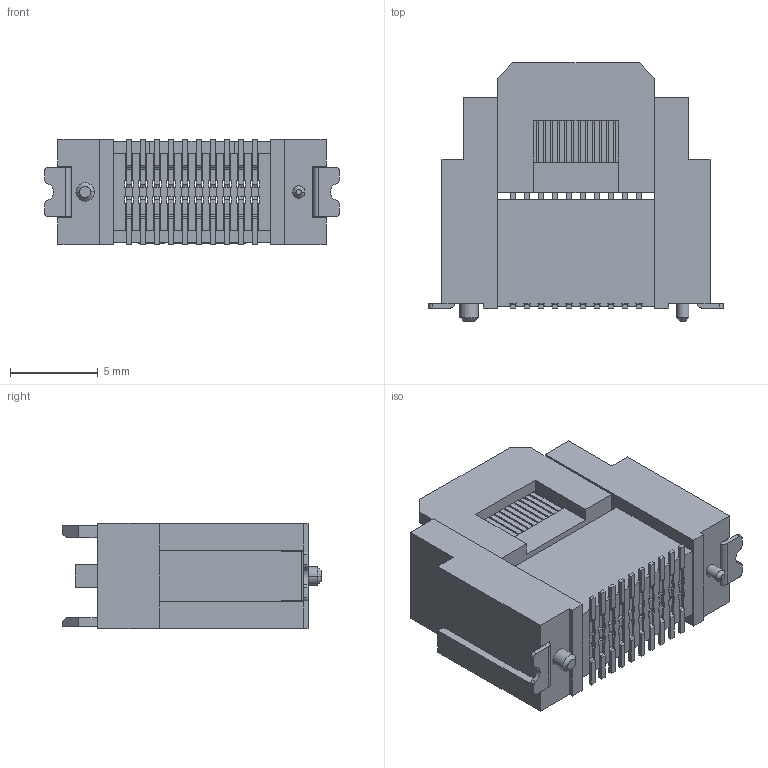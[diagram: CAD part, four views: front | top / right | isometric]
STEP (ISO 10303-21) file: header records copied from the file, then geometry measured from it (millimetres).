
FILE_DESCRIPTION((''),'2;1');
FILE_NAME('ASM0001_ASM','2025-09-26T10:16:52',('gongchengVV'),(''),'CREO PARAMETRIC BY PTC INC, 2020033','CREO PARAMETRIC BY PTC INC, 2020033','');
FILE_SCHEMA(('CONFIG_CONTROL_DESIGN'));
Length unit declared in the file: millimetre
Products named in the file (1): ASM0001_ASM
Bounding box: 16.8 x 14.75 x 6 mm (x, y, z)
Volume: 726.2 mm3; surface area: 1668.8 mm2
Topology: 1 solids, 1 shells, 927 faces, 2851 edges, 1836 vertices
Faces by surface type: plane 845, cylinder 78, cone 4
Entity records: 31399 total; most frequent: ORIENTED_EDGE 5702, CARTESIAN_POINT 5614, DIRECTION 4865, EDGE_CURVE 2851, VECTOR 2691, LINE 2691, VERTEX_POINT 1836, AXIS2_PLACEMENT_3D 1087
